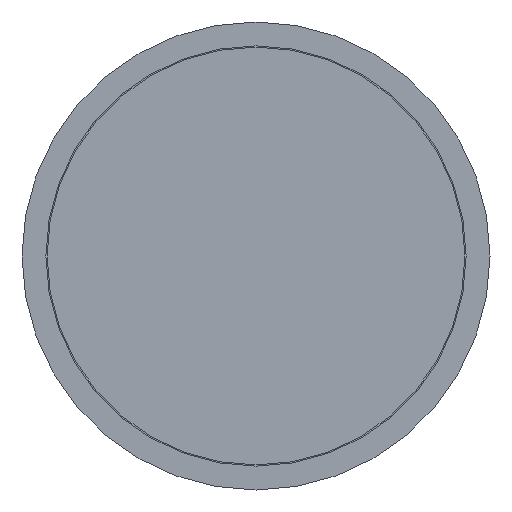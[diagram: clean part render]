
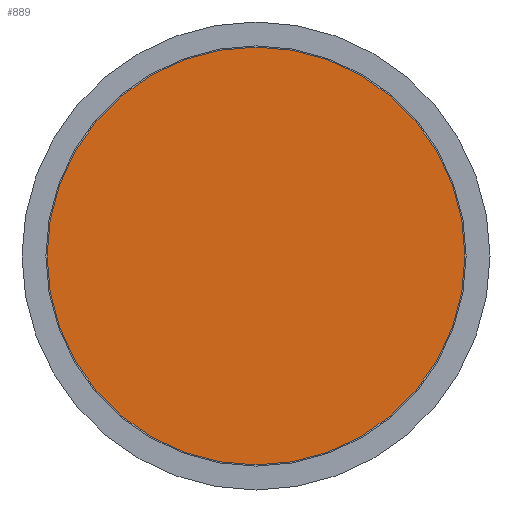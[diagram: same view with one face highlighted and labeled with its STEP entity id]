
A CAD part, front view. The second image highlights one B-rep face of the part: STEP entity #889.
In plain terms, the highlighted planar face has unit normal (0, -1, 0).
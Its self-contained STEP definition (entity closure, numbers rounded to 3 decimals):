
#96 = EDGE_LOOP ( 'NONE', ( #456 ) ) ;
#113 = DIRECTION ( 'NONE',  ( 0., -1., 0. ) ) ;
#189 = CARTESIAN_POINT ( 'NONE',  ( 0., 0., -43.75 ) ) ;
#374 = AXIS2_PLACEMENT_3D ( 'NONE', #829, #113, #981 ) ;
#389 = DIRECTION ( 'NONE',  ( 0., 0., 1. ) ) ;
#397 = EDGE_CURVE ( 'NONE', #868, #868, #596, .T. ) ;
#447 = FACE_OUTER_BOUND ( 'NONE', #96, .T. ) ;
#456 = ORIENTED_EDGE ( 'NONE', *, *, #397, .T. ) ;
#521 = CARTESIAN_POINT ( 'NONE',  ( -43.75, 0., 0. ) ) ;
#596 = CIRCLE ( 'NONE', #374, 43.75 ) ;
#604 = PLANE ( 'NONE',  #703 ) ;
#703 = AXIS2_PLACEMENT_3D ( 'NONE', #521, #831, #389 ) ;
#829 = CARTESIAN_POINT ( 'NONE',  ( 0., 0., 0. ) ) ;
#831 = DIRECTION ( 'NONE',  ( 0., 1., 0. ) ) ;
#868 = VERTEX_POINT ( 'NONE', #189 ) ;
#889 = ADVANCED_FACE ( 'NONE', ( #447 ), #604, .F. ) ;
#981 = DIRECTION ( 'NONE',  ( 0., 0., -1. ) ) ;
